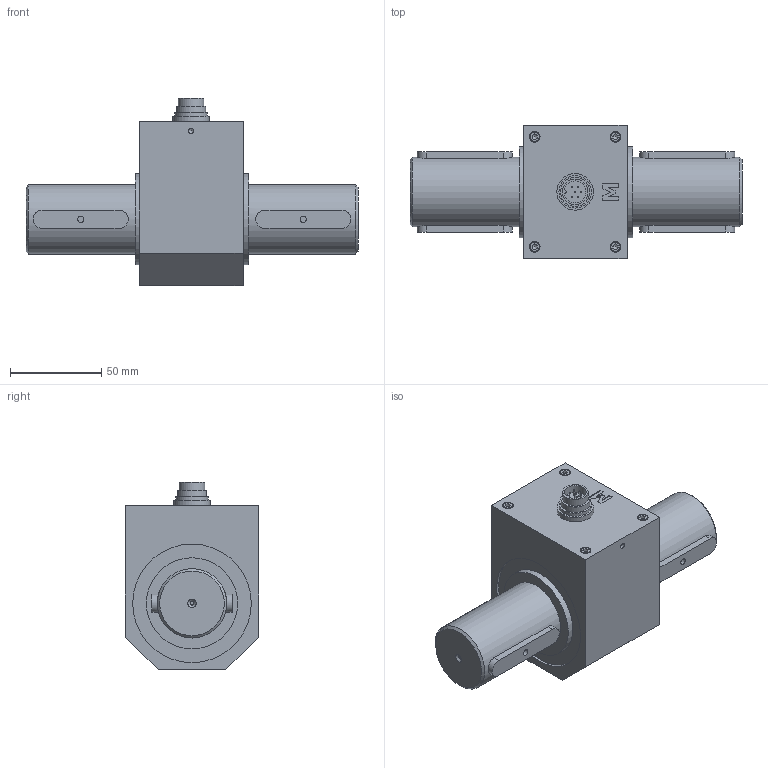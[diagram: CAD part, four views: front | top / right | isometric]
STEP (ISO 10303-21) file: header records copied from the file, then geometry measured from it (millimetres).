
FILE_DESCRIPTION((''),'2;1');
FILE_NAME('TRS300 200 - 1000 N-m.stp','2010-12-13T15:33:55',('thomasl'),(''),'Autodesk Inventor 2008','Autodesk Inventor 2008','');
FILE_SCHEMA(('AUTOMOTIVE_DESIGN { 1 0 10303 214 1 1 1 1 }'));
Length unit declared in the file: inch
Products named in the file (2): TRS300 200 - 1000 N-m; PART1
Assembly tree (1 placements, depth 2):
  TRS300 200 - 1000 N-m
    PART1
Bounding box: 182 x 73 x 103 mm (x, y, z)
Volume: 487986.4 mm3; surface area: 55453.5 mm2
Topology: 1 solids, 10 shells, 200 faces, 453 edges, 307 vertices
Faces by surface type: plane 107, cylinder 60, cone 29, bspline 4
Full cylindrical faces by diameter (mm): 0.762 x6, 2 x1, 2.896 x7, 3.422 x4, 3.505 x8, 3.556 x4, 5.74 x4, 5.842 x4, 14 x1, 16 x1, 17.75 x1, 18 x1, 19.05 x1, 20 x1, 37.998 x2, 50 x2, 65 x2
Entity records: 5237 total; most frequent: CARTESIAN_POINT 1224, DIRECTION 821, ORIENTED_EDGE 674, AXIS2_PLACEMENT_3D 341, EDGE_CURVE 337, EDGE_LOOP 327, VERTEX_POINT 276, FACE_OUTER_BOUND 200
